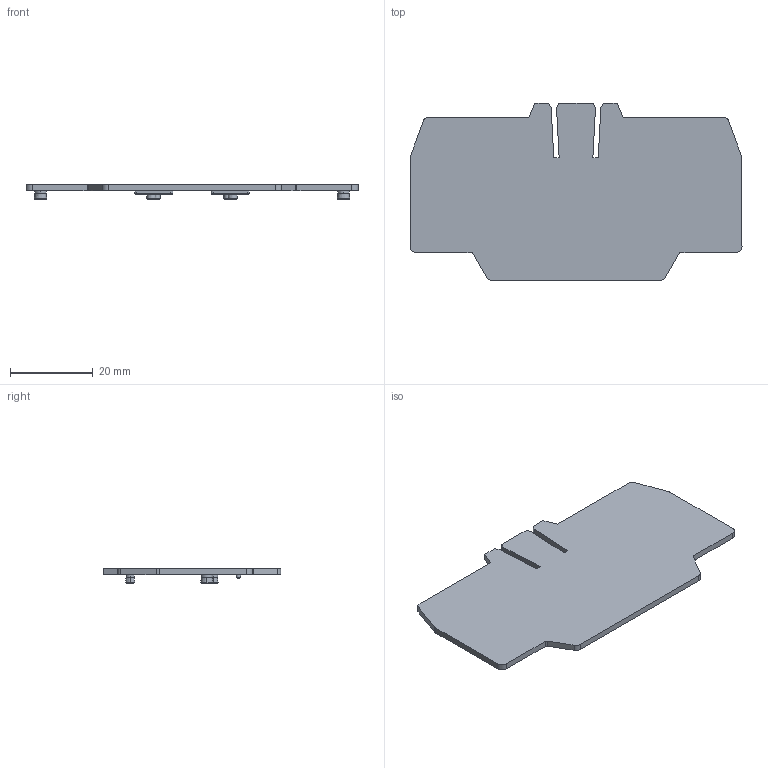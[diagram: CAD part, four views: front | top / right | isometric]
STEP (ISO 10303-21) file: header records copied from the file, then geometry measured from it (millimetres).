
FILE_DESCRIPTION((''),'2;1');
FILE_NAME('HMR_16-2-PT_ASM','2022-09-22T15:07:13',('klemen.sitar'),('Audax d.o.o.'),'CREO PARAMETRIC BY PTC INC, 2021304','CREO PARAMETRIC BY PTC INC, 2021304','');
FILE_SCHEMA(('AP242_MANAGED_MODEL_BASED_3D_ENGINEERING_MIM_LF { 1 0 10303 442 1 1 4 }'));
Length unit declared in the file: millimetre
Products named in the file (2): HMR_16-2-PT-34050; HMR_16-2-PT_ASM
Assembly tree (1 placements, depth 2):
  HMR_16-2-PT_ASM
    HMR_16-2-PT-34050
Bounding box: 80 x 42.8 x 3.5 mm (x, y, z)
Volume: 4442.9 mm3; surface area: 6370.7 mm2
Topology: 1 solids, 1 shells, 114 faces, 276 edges, 172 vertices
Faces by surface type: plane 44, cylinder 38, cone 28, torus 4
Entity records: 6249 total; most frequent: CARTESIAN_POINT 1592, DIRECTION 600, ORIENTED_EDGE 552, PRESENTATION_STYLE_ASSIGNMENT 393, STYLED_ITEM 393, CURVE_STYLE 278, EDGE_CURVE 276, AXIS2_PLACEMENT_3D 222
